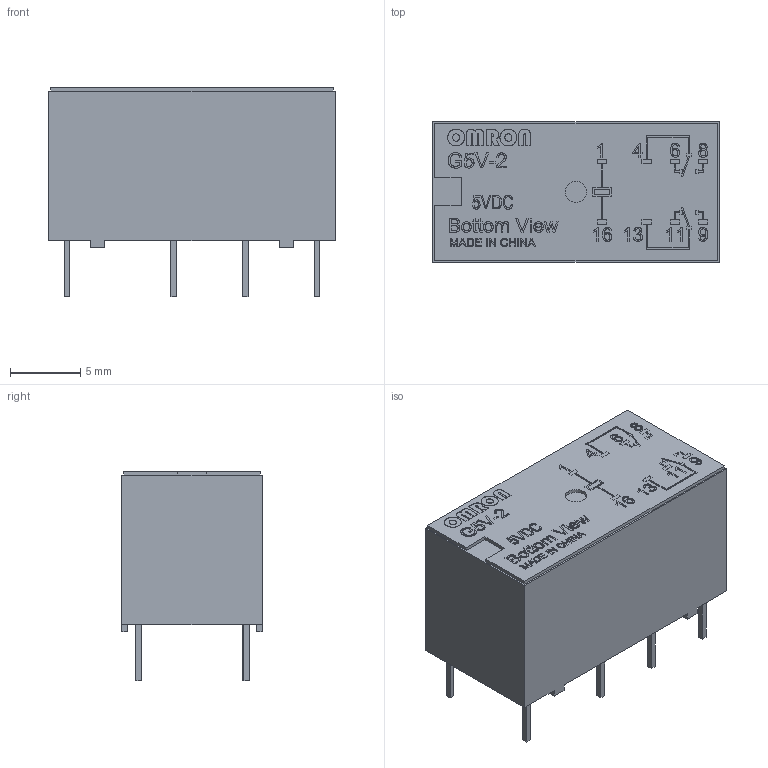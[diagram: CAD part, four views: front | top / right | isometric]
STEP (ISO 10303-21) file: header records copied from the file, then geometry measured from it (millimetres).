
FILE_DESCRIPTION (( 'STEP AP214' ), '1' );
FILE_NAME ('User Library-OMRON G5V-2.STEP', '2019-08-27T11:49:27', ( '' ), ( '' ), 'SwSTEP 2.0', 'SolidWorks 2019', '' );
FILE_SCHEMA (( 'AUTOMOTIVE_DESIGN' ));
Length unit declared in the file: millimetre
Products named in the file (1): User Library-OMRON G5V-2
Bounding box: 20.4 x 10 x 14.92 mm (x, y, z)
Volume: 2226.5 mm3; surface area: 1133.4 mm2
Topology: 1 solids, 1 shells, 614 faces, 1592 edges, 1060 vertices
Faces by surface type: plane 363, bspline 248, cylinder 3
Entity records: 30951 total; most frequent: CARTESIAN_POINT 10244, ORIENTED_EDGE 3184, DIRECTION 2122, EDGE_CURVE 1592, LINE 1376, VECTOR 1376, VERTEX_POINT 1060, EDGE_LOOP 694
